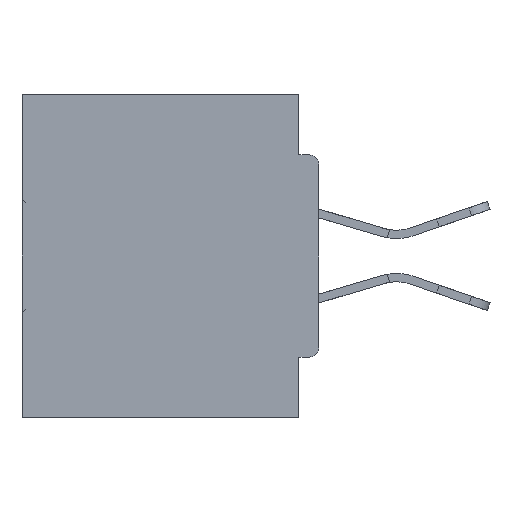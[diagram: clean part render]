
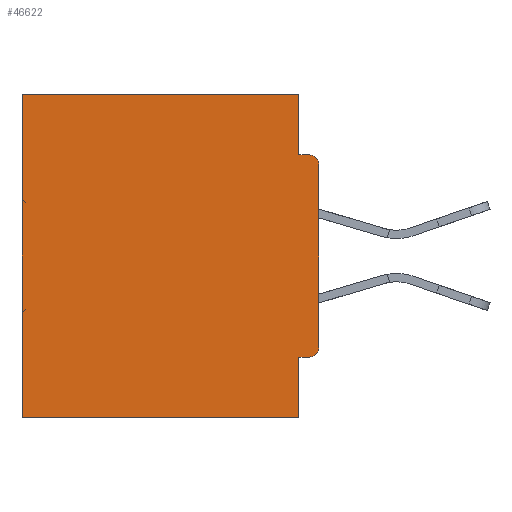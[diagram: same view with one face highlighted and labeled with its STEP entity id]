
A CAD part, left-side view. The second image highlights one B-rep face of the part: STEP entity #46622.
In plain terms, the highlighted planar face has unit normal (-1, 0, 0).
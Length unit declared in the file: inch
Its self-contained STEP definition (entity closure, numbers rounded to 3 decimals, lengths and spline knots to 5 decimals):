
#504 = CARTESIAN_POINT ( 'NONE',  ( 0.298, 0.015, -0.1085 ) ) ;
#767 = EDGE_CURVE ( 'NONE', #39533, #12791, #25685, .T. ) ;
#1935 = FACE_OUTER_BOUND ( 'NONE', #16166, .T. ) ;
#2261 = CARTESIAN_POINT ( 'NONE',  ( 0.298, 0.031, -0.0935 ) ) ;
#2679 = EDGE_CURVE ( 'NONE', #19592, #19613, #31102, .T. ) ;
#2867 = LINE ( 'NONE', #18066, #23223 ) ;
#3171 = DIRECTION ( 'NONE',  ( 0., 0., -1. ) ) ;
#3373 = LINE ( 'NONE', #33528, #23720 ) ;
#3497 = DIRECTION ( 'NONE',  ( 0., 0., -1. ) ) ;
#4606 = VECTOR ( 'NONE', #29141, 39.37008 ) ;
#4735 = CARTESIAN_POINT ( 'NONE',  ( 0.298, 0., -0.1085 ) ) ;
#7876 = LINE ( 'NONE', #34483, #10117 ) ;
#9844 = VECTOR ( 'NONE', #37413, 39.37008 ) ;
#10117 = VECTOR ( 'NONE', #34321, 39.37008 ) ;
#10195 = CARTESIAN_POINT ( 'NONE',  ( 0.298, 0.031, 0. ) ) ;
#10581 = CARTESIAN_POINT ( 'NONE',  ( 0.298, 0., 0. ) ) ;
#12689 = LINE ( 'NONE', #40891, #9844 ) ;
#12791 = VERTEX_POINT ( 'NONE', #19756 ) ;
#14150 = AXIS2_PLACEMENT_3D ( 'NONE', #10581, #39472, #3171 ) ;
#14448 = CARTESIAN_POINT ( 'NONE',  ( 0.298, 0., -0.5 ) ) ;
#14612 = EDGE_CURVE ( 'NONE', #33470, #38979, #22799, .T. ) ;
#15825 = EDGE_CURVE ( 'NONE', #38979, #19613, #2867, .T. ) ;
#15883 = EDGE_CURVE ( 'NONE', #24274, #18755, #33943, .T. ) ;
#15899 = ORIENTED_EDGE ( 'NONE', *, *, #26619, .F. ) ;
#16065 = VECTOR ( 'NONE', #35249, 39.37008 ) ;
#16166 = EDGE_LOOP ( 'NONE', ( #45284, #19148, #23736, #18787, #29636, #28939, #35498, #35517, #38412, #15899 ) ) ;
#17756 = DIRECTION ( 'NONE',  ( 0., -1., 0. ) ) ;
#18066 = CARTESIAN_POINT ( 'NONE',  ( 0.298, 0., -0.0935 ) ) ;
#18755 = VERTEX_POINT ( 'NONE', #25819 ) ;
#18787 = ORIENTED_EDGE ( 'NONE', *, *, #26506, .T. ) ;
#19148 = ORIENTED_EDGE ( 'NONE', *, *, #15825, .F. ) ;
#19377 = VECTOR ( 'NONE', #25727, 39.37008 ) ;
#19475 = DIRECTION ( 'NONE',  ( 0., 1., 0. ) ) ;
#19592 = VERTEX_POINT ( 'NONE', #4735 ) ;
#19613 = VERTEX_POINT ( 'NONE', #41815 ) ;
#19756 = CARTESIAN_POINT ( 'NONE',  ( 0.298, 0.031, -0.4065 ) ) ;
#20092 = AXIS2_PLACEMENT_3D ( 'NONE', #42963, #43116, #3497 ) ;
#22799 = LINE ( 'NONE', #36572, #19377 ) ;
#23223 = VECTOR ( 'NONE', #17756, 39.37008 ) ;
#23720 = VECTOR ( 'NONE', #19475, 39.37008 ) ;
#23736 = ORIENTED_EDGE ( 'NONE', *, *, #14612, .F. ) ;
#23824 = DIRECTION ( 'NONE',  ( 0., 0., -1. ) ) ;
#24274 = VERTEX_POINT ( 'NONE', #40849 ) ;
#24799 = PLANE ( 'NONE',  #14150 ) ;
#25685 = LINE ( 'NONE', #39055, #16065 ) ;
#25727 = DIRECTION ( 'NONE',  ( 0., 0., -1. ) ) ;
#25819 = CARTESIAN_POINT ( 'NONE',  ( 0.298, 0.46, -0.5 ) ) ;
#26506 = EDGE_CURVE ( 'NONE', #33470, #33369, #3373, .T. ) ;
#26619 = EDGE_CURVE ( 'NONE', #19592, #36812, #7876, .T. ) ;
#27294 = VECTOR ( 'NONE', #23824, 39.37008 ) ;
#28939 = ORIENTED_EDGE ( 'NONE', *, *, #15883, .F. ) ;
#29141 = DIRECTION ( 'NONE',  ( 0., 1., 0. ) ) ;
#29636 = ORIENTED_EDGE ( 'NONE', *, *, #36657, .T. ) ;
#30615 = CARTESIAN_POINT ( 'NONE',  ( 0.298, 0.031, -0.5 ) ) ;
#31102 = CIRCLE ( 'NONE', #34388, 0.015 ) ;
#33369 = VERTEX_POINT ( 'NONE', #34347 ) ;
#33470 = VERTEX_POINT ( 'NONE', #10195 ) ;
#33528 = CARTESIAN_POINT ( 'NONE',  ( 0.298, 0., 0. ) ) ;
#33943 = LINE ( 'NONE', #14448, #4606 ) ;
#34321 = DIRECTION ( 'NONE',  ( 0., 0., -1. ) ) ;
#34347 = CARTESIAN_POINT ( 'NONE',  ( 0.298, 0.46, 0. ) ) ;
#34388 = AXIS2_PLACEMENT_3D ( 'NONE', #504, #40278, #36954 ) ;
#34483 = CARTESIAN_POINT ( 'NONE',  ( 0.298, 0., 0. ) ) ;
#35249 = DIRECTION ( 'NONE',  ( 0., 1., 0. ) ) ;
#35498 = ORIENTED_EDGE ( 'NONE', *, *, #43248, .F. ) ;
#35517 = ORIENTED_EDGE ( 'NONE', *, *, #767, .F. ) ;
#36572 = CARTESIAN_POINT ( 'NONE',  ( 0.298, 0.031, -0.5 ) ) ;
#36657 = EDGE_CURVE ( 'NONE', #33369, #18755, #12689, .T. ) ;
#36812 = VERTEX_POINT ( 'NONE', #37892 ) ;
#36954 = DIRECTION ( 'NONE',  ( 0., 0., -1. ) ) ;
#37402 = LINE ( 'NONE', #30615, #27294 ) ;
#37413 = DIRECTION ( 'NONE',  ( 0., 0., -1. ) ) ;
#37738 = CARTESIAN_POINT ( 'NONE',  ( 0.298, 0.015, -0.4065 ) ) ;
#37892 = CARTESIAN_POINT ( 'NONE',  ( 0.298, 0., -0.3915 ) ) ;
#38412 = ORIENTED_EDGE ( 'NONE', *, *, #42759, .T. ) ;
#38979 = VERTEX_POINT ( 'NONE', #2261 ) ;
#39055 = CARTESIAN_POINT ( 'NONE',  ( 0.298, 0., -0.4065 ) ) ;
#39234 = CIRCLE ( 'NONE', #20092, 0.015 ) ;
#39472 = DIRECTION ( 'NONE',  ( 1., 0., 0. ) ) ;
#39533 = VERTEX_POINT ( 'NONE', #37738 ) ;
#40278 = DIRECTION ( 'NONE',  ( -1., 0., 0. ) ) ;
#40849 = CARTESIAN_POINT ( 'NONE',  ( 0.298, 0.031, -0.5 ) ) ;
#40891 = CARTESIAN_POINT ( 'NONE',  ( 0.298, 0.46, 0. ) ) ;
#41815 = CARTESIAN_POINT ( 'NONE',  ( 0.298, 0.015, -0.0935 ) ) ;
#42759 = EDGE_CURVE ( 'NONE', #39533, #36812, #39234, .T. ) ;
#42963 = CARTESIAN_POINT ( 'NONE',  ( 0.298, 0.015, -0.3915 ) ) ;
#43116 = DIRECTION ( 'NONE',  ( -1., 0., 0. ) ) ;
#43248 = EDGE_CURVE ( 'NONE', #12791, #24274, #37402, .T. ) ;
#45284 = ORIENTED_EDGE ( 'NONE', *, *, #2679, .T. ) ;
#46622 = ADVANCED_FACE ( 'NONE', ( #1935 ), #24799, .F. ) ;
